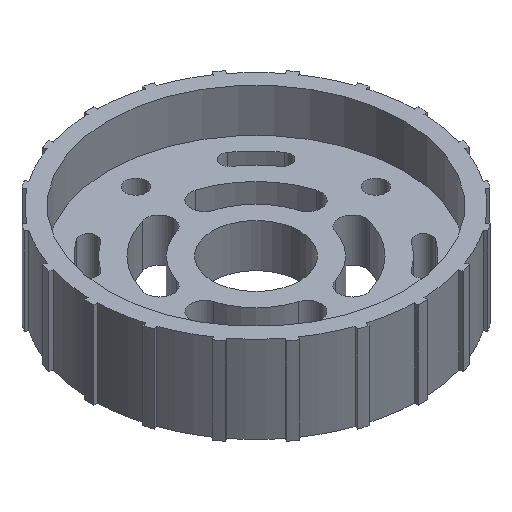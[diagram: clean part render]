
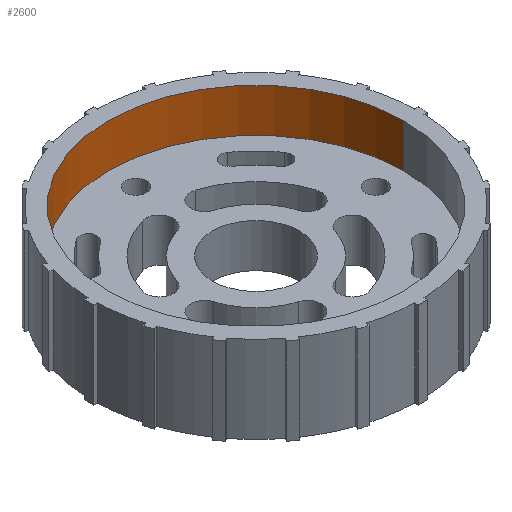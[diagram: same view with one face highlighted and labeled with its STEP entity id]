
A CAD part, isometric view. The second image highlights one B-rep face of the part: STEP entity #2600.
In plain terms, the highlighted cylindrical face has radius 85 mm (diameter 170 mm), a partial arc.
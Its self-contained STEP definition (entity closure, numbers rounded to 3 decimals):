
#39 = CARTESIAN_POINT ( 'NONE',  ( 85., 0., 75. ) ) ;
#75 = DIRECTION ( 'NONE',  ( 1., 0., 0. ) ) ;
#535 = EDGE_CURVE ( 'NONE', #2229, #806, #4165, .T. ) ;
#598 = CARTESIAN_POINT ( 'NONE',  ( 85., 0., 75. ) ) ;
#629 = CARTESIAN_POINT ( 'NONE',  ( 0., 0., 75. ) ) ;
#686 = CARTESIAN_POINT ( 'NONE',  ( -85., 0., 100. ) ) ;
#806 = VERTEX_POINT ( 'NONE', #686 ) ;
#978 = ORIENTED_EDGE ( 'NONE', *, *, #535, .T. ) ;
#1085 = VERTEX_POINT ( 'NONE', #598 ) ;
#1090 = AXIS2_PLACEMENT_3D ( 'NONE', #4603, #1331, #2421 ) ;
#1211 = CARTESIAN_POINT ( 'NONE',  ( -85., 0., 75. ) ) ;
#1331 = DIRECTION ( 'NONE',  ( 0., 0., 1. ) ) ;
#1374 = DIRECTION ( 'NONE',  ( 1., 0., 0. ) ) ;
#1539 = CARTESIAN_POINT ( 'NONE',  ( -85., 0., 75. ) ) ;
#1732 = DIRECTION ( 'NONE',  ( 0., 0., 1. ) ) ;
#1856 = AXIS2_PLACEMENT_3D ( 'NONE', #629, #1732, #1374 ) ;
#2036 = VECTOR ( 'NONE', #2314, 1000. ) ;
#2229 = VERTEX_POINT ( 'NONE', #4000 ) ;
#2250 = CIRCLE ( 'NONE', #1090, 85. ) ;
#2314 = DIRECTION ( 'NONE',  ( 0., 0., 1. ) ) ;
#2329 = AXIS2_PLACEMENT_3D ( 'NONE', #3436, #4456, #75 ) ;
#2354 = EDGE_CURVE ( 'NONE', #1085, #2229, #3742, .T. ) ;
#2382 = EDGE_CURVE ( 'NONE', #2393, #806, #4721, .T. ) ;
#2393 = VERTEX_POINT ( 'NONE', #1539 ) ;
#2421 = DIRECTION ( 'NONE',  ( 1., 0., 0. ) ) ;
#2590 = ORIENTED_EDGE ( 'NONE', *, *, #2354, .T. ) ;
#2600 = ADVANCED_FACE ( 'NONE', ( #2952 ), #4029, .F. ) ;
#2952 = FACE_OUTER_BOUND ( 'NONE', #3271, .T. ) ;
#3029 = DIRECTION ( 'NONE',  ( 0., 0., 1. ) ) ;
#3138 = EDGE_CURVE ( 'NONE', #1085, #2393, #2250, .T. ) ;
#3148 = ORIENTED_EDGE ( 'NONE', *, *, #3138, .F. ) ;
#3271 = EDGE_LOOP ( 'NONE', ( #4552, #3148, #2590, #978 ) ) ;
#3436 = CARTESIAN_POINT ( 'NONE',  ( 0., 0., 100. ) ) ;
#3742 = LINE ( 'NONE', #39, #4418 ) ;
#4000 = CARTESIAN_POINT ( 'NONE',  ( 85., 0., 100. ) ) ;
#4029 = CYLINDRICAL_SURFACE ( 'NONE', #1856, 85. ) ;
#4165 = CIRCLE ( 'NONE', #2329, 85. ) ;
#4418 = VECTOR ( 'NONE', #3029, 1000. ) ;
#4456 = DIRECTION ( 'NONE',  ( 0., 0., 1. ) ) ;
#4552 = ORIENTED_EDGE ( 'NONE', *, *, #2382, .F. ) ;
#4603 = CARTESIAN_POINT ( 'NONE',  ( 0., 0., 75. ) ) ;
#4721 = LINE ( 'NONE', #1211, #2036 ) ;
